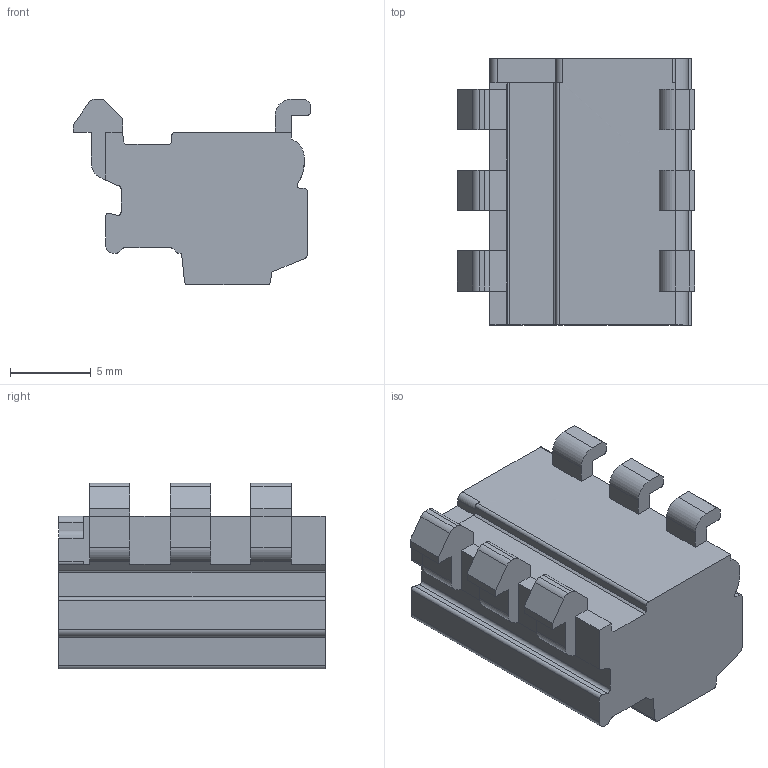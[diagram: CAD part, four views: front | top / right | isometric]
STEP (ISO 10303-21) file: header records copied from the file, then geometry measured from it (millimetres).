
FILE_DESCRIPTION((''),'2;1');
FILE_NAME('PRT0007','2024-10-15T13:23:01',('tluser'),(''),'CREO PARAMETRIC BY PTC INC, 2018100','CREO PARAMETRIC BY PTC INC, 2018100','');
FILE_SCHEMA(('CONFIG_CONTROL_DESIGN'));
Length unit declared in the file: millimetre
Products named in the file (1): PRT0007
Bounding box: 14.7 x 16.5 x 11.5 mm (x, y, z)
Volume: 1685.8 mm3; surface area: 1123.4 mm2
Topology: 1 solids, 1 shells, 178 faces, 503 edges, 336 vertices
Faces by surface type: plane 118, cylinder 54, cone 6
Entity records: 5855 total; most frequent: CARTESIAN_POINT 1104, ORIENTED_EDGE 1006, DIRECTION 961, EDGE_CURVE 503, VECTOR 371, LINE 371, VERTEX_POINT 336, AXIS2_PLACEMENT_3D 295
